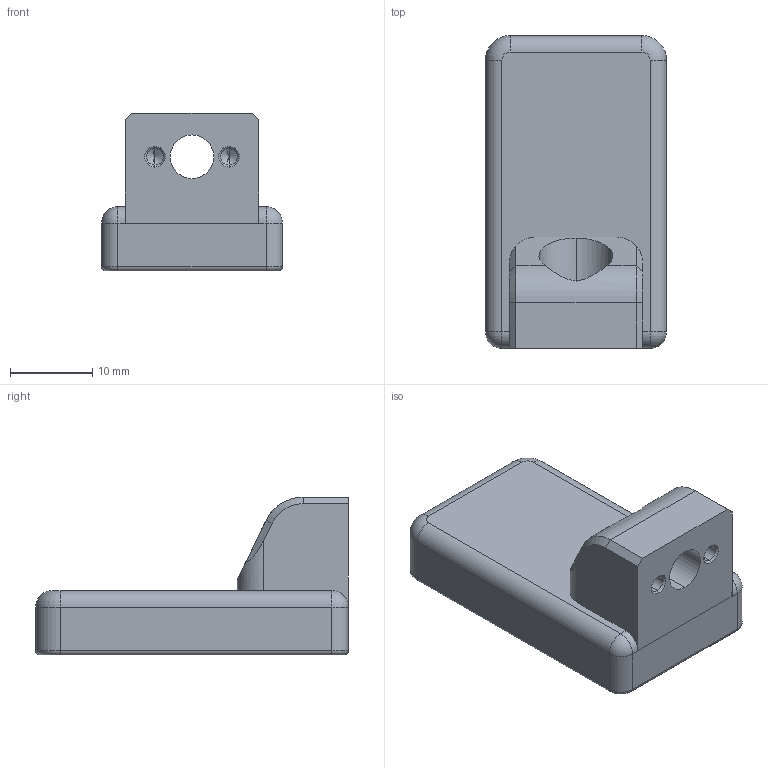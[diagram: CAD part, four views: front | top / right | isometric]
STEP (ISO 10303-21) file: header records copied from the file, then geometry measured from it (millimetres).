
FILE_DESCRIPTION (( 'STEP AP214' ), '1' );
FILE_NAME ('C-083-PAD_SURMOULE_85_defeature.STEP', '2019-06-26T19:54:35', ( '' ), ( '' ), 'SwSTEP 2.0', 'SolidWorks 2019', '' );
FILE_SCHEMA (( 'AUTOMOTIVE_DESIGN' ));
Length unit declared in the file: millimetre
Products named in the file (1): C-083-PAD_SURMOULE_85_defeature
Bounding box: 22 x 38 x 19.16 mm (x, y, z)
Volume: 7865.9 mm3; surface area: 3227.3 mm2
Topology: 1 solids, 1 shells, 59 faces, 141 edges, 80 vertices
Faces by surface type: cylinder 24, plane 17, cone 10, torus 6, sphere 2
Entity records: 2053 total; most frequent: CARTESIAN_POINT 315, DIRECTION 303, ORIENTED_EDGE 270, EDGE_CURVE 135, AXIS2_PLACEMENT_3D 116, VERTEX_POINT 80, VECTOR 71, LINE 71
